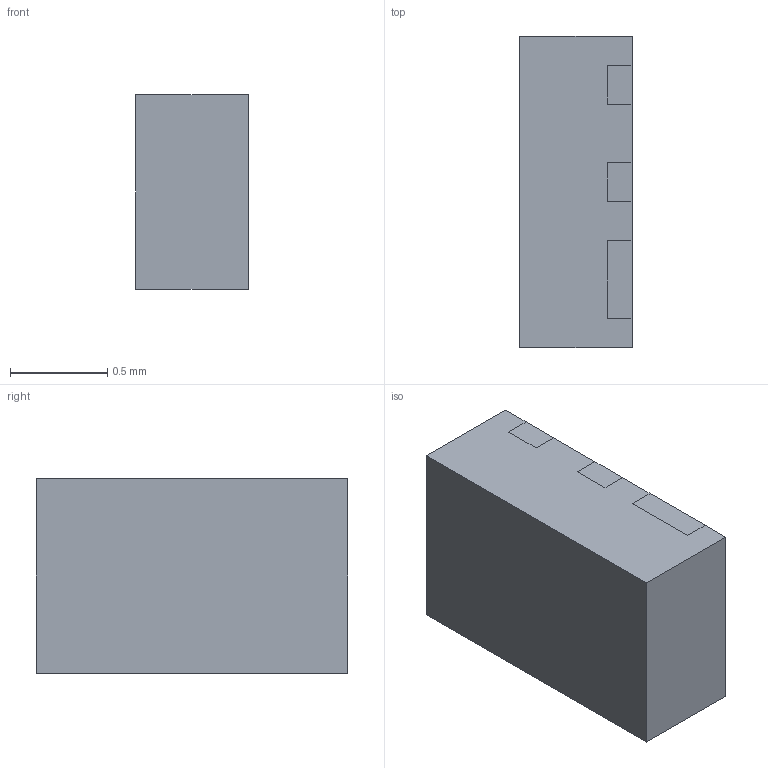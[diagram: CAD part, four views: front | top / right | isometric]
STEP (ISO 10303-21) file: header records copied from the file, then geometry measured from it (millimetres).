
FILE_DESCRIPTION(/* description */ ('Unknown'),/* implementation_level */ '2;1');
FILE_NAME(/* name */ 'DFN1610-6 STP',/* time_stamp */ '2020-09-17T15:05:49+08:00',/* author */ ('Unknown'),/* organization */ ('Unknown'),/* preprocessor_version */ 'ST-DEVELOPER v16.7',/* originating_system */ 'DEX',/* authorisation */ $);
FILE_SCHEMA (('AUTOMOTIVE_DESIGN {1 0 10303 214 3 1 1}'));
Length unit declared in the file: millimetre
Products named in the file (3): DFN1610-6; EMC; LDF
Assembly tree (2 placements, depth 2):
  DFN1610-6
    EMC
    LDF
Bounding box: 0.57 x 1.6 x 1 mm (x, y, z)
Volume: 0.9 mm3; surface area: 11 mm2
Topology: 6 solids, 6 shells, 150 faces, 420 edges, 280 vertices
Faces by surface type: plane 120, cylinder 30
Entity records: 5396 total; most frequent: CARTESIAN_POINT 853, ORIENTED_EDGE 840, DIRECTION 786, EDGE_CURVE 420, LINE 360, VECTOR 360, VERTEX_POINT 280, AXIS2_PLACEMENT_3D 213
